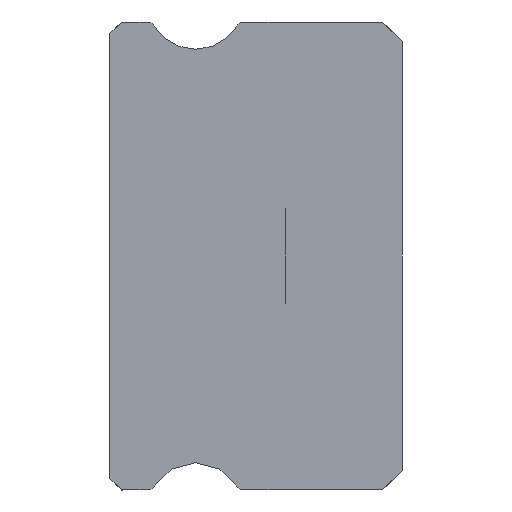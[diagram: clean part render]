
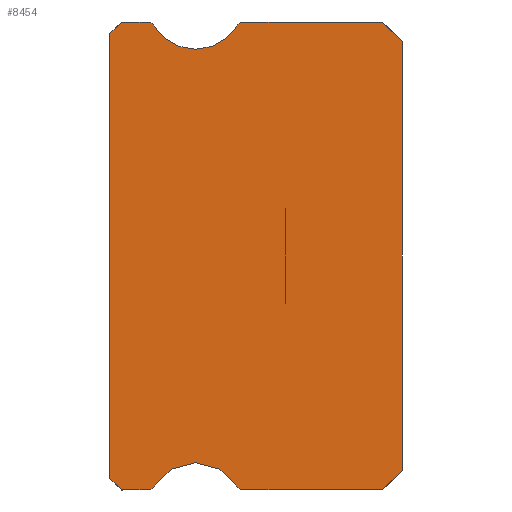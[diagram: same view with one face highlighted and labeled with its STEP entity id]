
A CAD part, left-side view. The second image highlights one B-rep face of the part: STEP entity #8454.
In plain terms, the highlighted planar face has unit normal (-1, 0, 0).
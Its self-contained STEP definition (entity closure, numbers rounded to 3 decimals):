
#8 = LINE ( 'NONE', #2005, #534 ) ;
#131 = AXIS2_PLACEMENT_3D ( 'NONE', #9594, #4756, #3686 ) ;
#145 = LINE ( 'NONE', #11606, #6581 ) ;
#154 = ORIENTED_EDGE ( 'NONE', *, *, #7889, .F. ) ;
#249 = CARTESIAN_POINT ( 'NONE',  ( -10., 7.2, -6. ) ) ;
#306 = CARTESIAN_POINT ( 'NONE',  ( -10., 0.5, 6. ) ) ;
#420 = CARTESIAN_POINT ( 'NONE',  ( -10., 6.512, 5.85 ) ) ;
#534 = VECTOR ( 'NONE', #11474, 1000. ) ;
#609 = ORIENTED_EDGE ( 'NONE', *, *, #9327, .F. ) ;
#622 = CARTESIAN_POINT ( 'NONE',  ( -10., 4.088, -5.85 ) ) ;
#646 = ORIENTED_EDGE ( 'NONE', *, *, #3857, .T. ) ;
#688 = FACE_OUTER_BOUND ( 'NONE', #7299, .T. ) ;
#707 = AXIS2_PLACEMENT_3D ( 'NONE', #7357, #6293, #11129 ) ;
#726 = DIRECTION ( 'NONE',  ( 1., 0., 0. ) ) ;
#731 = CIRCLE ( 'NONE', #6993, 0.15 ) ;
#853 = ORIENTED_EDGE ( 'NONE', *, *, #3753, .T. ) ;
#1146 = DIRECTION ( 'NONE',  ( 0., 0., 1. ) ) ;
#1163 = VERTEX_POINT ( 'NONE', #4550 ) ;
#1255 = EDGE_CURVE ( 'NONE', #3669, #2195, #4569, .T. ) ;
#1272 = CARTESIAN_POINT ( 'NONE',  ( -10., 6.512, -6. ) ) ;
#1671 = VERTEX_POINT ( 'NONE', #8551 ) ;
#1685 = EDGE_CURVE ( 'NONE', #6137, #2883, #1932, .T. ) ;
#1789 = AXIS2_PLACEMENT_3D ( 'NONE', #622, #7402, #11993 ) ;
#1932 = CIRCLE ( 'NONE', #6386, 0.15 ) ;
#1959 = CARTESIAN_POINT ( 'NONE',  ( -10., 6.512, -5.85 ) ) ;
#2005 = CARTESIAN_POINT ( 'NONE',  ( -10., 7.2, -6. ) ) ;
#2090 = CARTESIAN_POINT ( 'NONE',  ( -10., 7.5, 5.85 ) ) ;
#2119 = AXIS2_PLACEMENT_3D ( 'NONE', #3149, #10789, #5104 ) ;
#2195 = VERTEX_POINT ( 'NONE', #6250 ) ;
#2417 = DIRECTION ( 'NONE',  ( 0., 0., -1. ) ) ;
#2449 = VERTEX_POINT ( 'NONE', #11876 ) ;
#2579 = DIRECTION ( 'NONE',  ( 0., 0.707, -0.707 ) ) ;
#2883 = VERTEX_POINT ( 'NONE', #8417 ) ;
#2887 = CARTESIAN_POINT ( 'NONE',  ( -10., 6.512, 6. ) ) ;
#2962 = LINE ( 'NONE', #4917, #10469 ) ;
#2983 = VERTEX_POINT ( 'NONE', #8223 ) ;
#2992 = VECTOR ( 'NONE', #10557, 1000. ) ;
#3018 = EDGE_CURVE ( 'NONE', #11473, #5927, #2962, .T. ) ;
#3149 = CARTESIAN_POINT ( 'NONE',  ( -10., 5.3, 6.55 ) ) ;
#3535 = DIRECTION ( 'NONE',  ( 0., 1., 0. ) ) ;
#3586 = CARTESIAN_POINT ( 'NONE',  ( -10., 0., -5.5 ) ) ;
#3669 = VERTEX_POINT ( 'NONE', #10207 ) ;
#3686 = DIRECTION ( 'NONE',  ( 0., 0., -1. ) ) ;
#3753 = EDGE_CURVE ( 'NONE', #11633, #2449, #8225, .T. ) ;
#3796 = CIRCLE ( 'NONE', #131, 1.25 ) ;
#3857 = EDGE_CURVE ( 'NONE', #9573, #11473, #8, .T. ) ;
#4132 = EDGE_CURVE ( 'NONE', #2195, #6137, #4621, .T. ) ;
#4142 = EDGE_CURVE ( 'NONE', #6761, #2983, #7730, .T. ) ;
#4490 = CARTESIAN_POINT ( 'NONE',  ( -10., 7.2, 6. ) ) ;
#4547 = EDGE_CURVE ( 'NONE', #1671, #12442, #3796, .T. ) ;
#4550 = CARTESIAN_POINT ( 'NONE',  ( -10., 7.5, 5.7 ) ) ;
#4569 = CIRCLE ( 'NONE', #2119, 1.25 ) ;
#4621 = CIRCLE ( 'NONE', #9882, 1.25 ) ;
#4756 = DIRECTION ( 'NONE',  ( -1., 0., 0. ) ) ;
#4917 = CARTESIAN_POINT ( 'NONE',  ( -10., 6.512, -6. ) ) ;
#4982 = ORIENTED_EDGE ( 'NONE', *, *, #5410, .F. ) ;
#5104 = DIRECTION ( 'NONE',  ( 0., 0., -1. ) ) ;
#5105 = DIRECTION ( 'NONE',  ( 0., 1., 0. ) ) ;
#5199 = EDGE_CURVE ( 'NONE', #12300, #2983, #8073, .T. ) ;
#5410 = EDGE_CURVE ( 'NONE', #2883, #6761, #10562, .T. ) ;
#5488 = LINE ( 'NONE', #3586, #6980 ) ;
#5584 = CARTESIAN_POINT ( 'NONE',  ( -10., 0.5, 6. ) ) ;
#5635 = DIRECTION ( 'NONE',  ( 1., 0., 0. ) ) ;
#5638 = VECTOR ( 'NONE', #9873, 1000. ) ;
#5880 = ORIENTED_EDGE ( 'NONE', *, *, #1255, .F. ) ;
#5927 = VERTEX_POINT ( 'NONE', #1272 ) ;
#6137 = VERTEX_POINT ( 'NONE', #8627 ) ;
#6203 = ORIENTED_EDGE ( 'NONE', *, *, #7134, .F. ) ;
#6250 = CARTESIAN_POINT ( 'NONE',  ( -10., 5.3, 5.3 ) ) ;
#6293 = DIRECTION ( 'NONE',  ( 1., 0., 0. ) ) ;
#6352 = CARTESIAN_POINT ( 'NONE',  ( -10., 7.5, 5.7 ) ) ;
#6386 = AXIS2_PLACEMENT_3D ( 'NONE', #6504, #726, #11464 ) ;
#6442 = EDGE_CURVE ( 'NONE', #10591, #1671, #7630, .T. ) ;
#6498 = DIRECTION ( 'NONE',  ( 0., 0., -1. ) ) ;
#6504 = CARTESIAN_POINT ( 'NONE',  ( -10., 4.088, 5.85 ) ) ;
#6581 = VECTOR ( 'NONE', #5105, 1000. ) ;
#6596 = DIRECTION ( 'NONE',  ( 0., 0.707, -0.707 ) ) ;
#6606 = DIRECTION ( 'NONE',  ( 0., -1., 0. ) ) ;
#6750 = CARTESIAN_POINT ( 'NONE',  ( -10., 0.5, -6. ) ) ;
#6761 = VERTEX_POINT ( 'NONE', #306 ) ;
#6980 = VECTOR ( 'NONE', #2579, 1000. ) ;
#6993 = AXIS2_PLACEMENT_3D ( 'NONE', #420, #11114, #2417 ) ;
#7067 = ORIENTED_EDGE ( 'NONE', *, *, #3018, .T. ) ;
#7072 = ORIENTED_EDGE ( 'NONE', *, *, #6442, .F. ) ;
#7134 = EDGE_CURVE ( 'NONE', #11633, #3669, #731, .T. ) ;
#7176 = VECTOR ( 'NONE', #6596, 1000. ) ;
#7260 = ORIENTED_EDGE ( 'NONE', *, *, #4547, .F. ) ;
#7282 = ORIENTED_EDGE ( 'NONE', *, *, #8665, .F. ) ;
#7299 = EDGE_LOOP ( 'NONE', ( #12403, #7282, #646, #7067, #609, #7260, #7072, #154, #12457, #12533, #12167, #4982, #8115, #9381, #5880, #6203, #853 ) ) ;
#7357 = CARTESIAN_POINT ( 'NONE',  ( -10., 6.512, 5.85 ) ) ;
#7373 = CARTESIAN_POINT ( 'NONE',  ( -10., 5.3, 6.55 ) ) ;
#7386 = VECTOR ( 'NONE', #1146, 1000. ) ;
#7388 = CARTESIAN_POINT ( 'NONE',  ( -10., 7.5, -5.7 ) ) ;
#7402 = DIRECTION ( 'NONE',  ( 1., 0., 0. ) ) ;
#7630 = CIRCLE ( 'NONE', #1789, 0.15 ) ;
#7730 = LINE ( 'NONE', #5584, #2992 ) ;
#7737 = CARTESIAN_POINT ( 'NONE',  ( -10., 6.512, 6. ) ) ;
#7758 = CARTESIAN_POINT ( 'NONE',  ( -10., 6.383, -5.925 ) ) ;
#7889 = EDGE_CURVE ( 'NONE', #7907, #10591, #145, .T. ) ;
#7907 = VERTEX_POINT ( 'NONE', #6750 ) ;
#8073 = LINE ( 'NONE', #10953, #5638 ) ;
#8115 = ORIENTED_EDGE ( 'NONE', *, *, #1685, .F. ) ;
#8223 = CARTESIAN_POINT ( 'NONE',  ( -10., 0., 5.5 ) ) ;
#8225 = LINE ( 'NONE', #4490, #10893 ) ;
#8315 = CARTESIAN_POINT ( 'NONE',  ( -10., 0., -5.5 ) ) ;
#8331 = LINE ( 'NONE', #6352, #7176 ) ;
#8417 = CARTESIAN_POINT ( 'NONE',  ( -10., 4.088, 6. ) ) ;
#8454 = ADVANCED_FACE ( 'NONE', ( #688 ), #10235, .F. ) ;
#8551 = CARTESIAN_POINT ( 'NONE',  ( -10., 4.217, -5.925 ) ) ;
#8562 = CARTESIAN_POINT ( 'NONE',  ( -10., 4.088, -6. ) ) ;
#8627 = CARTESIAN_POINT ( 'NONE',  ( -10., 4.217, 5.925 ) ) ;
#8665 = EDGE_CURVE ( 'NONE', #9573, #1163, #11815, .T. ) ;
#8793 = DIRECTION ( 'NONE',  ( 0., -1., 0. ) ) ;
#9291 = CIRCLE ( 'NONE', #12337, 0.15 ) ;
#9327 = EDGE_CURVE ( 'NONE', #12442, #5927, #9291, .T. ) ;
#9381 = ORIENTED_EDGE ( 'NONE', *, *, #4132, .F. ) ;
#9533 = DIRECTION ( 'NONE',  ( 0., 0., -1. ) ) ;
#9573 = VERTEX_POINT ( 'NONE', #7388 ) ;
#9594 = CARTESIAN_POINT ( 'NONE',  ( -10., 5.3, -6.55 ) ) ;
#9804 = EDGE_CURVE ( 'NONE', #12300, #7907, #5488, .T. ) ;
#9873 = DIRECTION ( 'NONE',  ( 0., 0., 1. ) ) ;
#9882 = AXIS2_PLACEMENT_3D ( 'NONE', #7373, #11287, #6498 ) ;
#10207 = CARTESIAN_POINT ( 'NONE',  ( -10., 6.383, 5.925 ) ) ;
#10235 = PLANE ( 'NONE',  #707 ) ;
#10469 = VECTOR ( 'NONE', #8793, 1000. ) ;
#10557 = DIRECTION ( 'NONE',  ( 0., -0.707, -0.707 ) ) ;
#10562 = LINE ( 'NONE', #7737, #12371 ) ;
#10591 = VERTEX_POINT ( 'NONE', #8562 ) ;
#10789 = DIRECTION ( 'NONE',  ( -1., 0., 0. ) ) ;
#10893 = VECTOR ( 'NONE', #3535, 1000. ) ;
#10953 = CARTESIAN_POINT ( 'NONE',  ( -10., 0., 5.5 ) ) ;
#11114 = DIRECTION ( 'NONE',  ( 1., 0., 0. ) ) ;
#11129 = DIRECTION ( 'NONE',  ( 0., 0., -1. ) ) ;
#11287 = DIRECTION ( 'NONE',  ( -1., 0., 0. ) ) ;
#11464 = DIRECTION ( 'NONE',  ( 0., 0., -1. ) ) ;
#11473 = VERTEX_POINT ( 'NONE', #249 ) ;
#11474 = DIRECTION ( 'NONE',  ( 0., -0.707, -0.707 ) ) ;
#11606 = CARTESIAN_POINT ( 'NONE',  ( -10., 6.512, -6. ) ) ;
#11633 = VERTEX_POINT ( 'NONE', #2887 ) ;
#11815 = LINE ( 'NONE', #2090, #7386 ) ;
#11876 = CARTESIAN_POINT ( 'NONE',  ( -10., 7.2, 6. ) ) ;
#11934 = EDGE_CURVE ( 'NONE', #2449, #1163, #8331, .T. ) ;
#11993 = DIRECTION ( 'NONE',  ( 0., 0., -1. ) ) ;
#12167 = ORIENTED_EDGE ( 'NONE', *, *, #4142, .F. ) ;
#12300 = VERTEX_POINT ( 'NONE', #8315 ) ;
#12337 = AXIS2_PLACEMENT_3D ( 'NONE', #1959, #5635, #9533 ) ;
#12371 = VECTOR ( 'NONE', #6606, 1000. ) ;
#12403 = ORIENTED_EDGE ( 'NONE', *, *, #11934, .T. ) ;
#12442 = VERTEX_POINT ( 'NONE', #7758 ) ;
#12457 = ORIENTED_EDGE ( 'NONE', *, *, #9804, .F. ) ;
#12533 = ORIENTED_EDGE ( 'NONE', *, *, #5199, .T. ) ;
